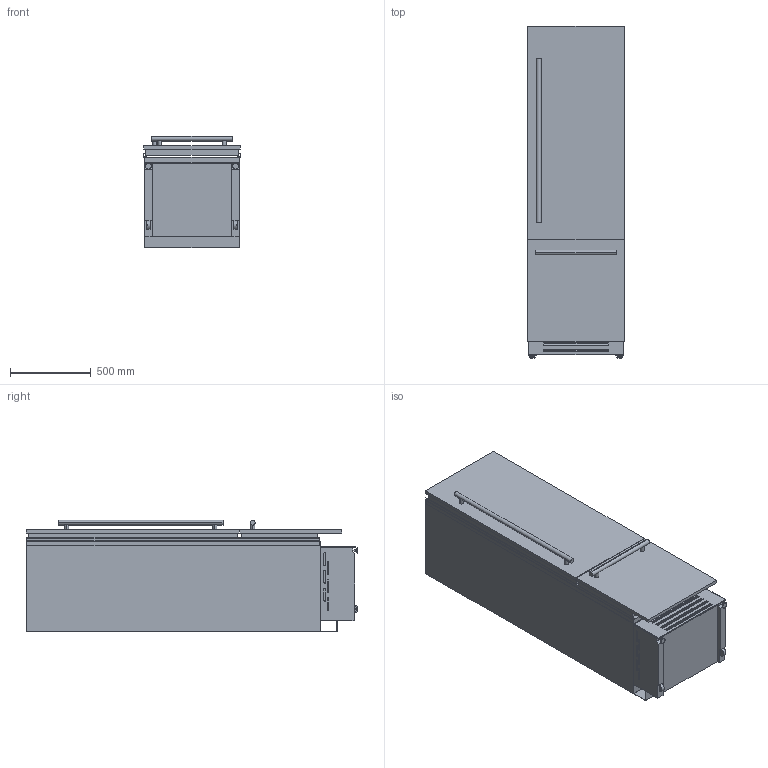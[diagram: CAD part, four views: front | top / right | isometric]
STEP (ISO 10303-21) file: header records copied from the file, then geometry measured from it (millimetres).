
FILE_DESCRIPTION (( 'STEP AP214' ), '1' );
FILE_NAME ('S_599_0T_ST_3.STEP', '2017-07-06T11:08:05', ( '' ), ( '' ), 'SwSTEP 2.0', 'SolidWorks 2013', '' );
FILE_SCHEMA (( 'AUTOMOTIVE_DESIGN' ));
Length unit declared in the file: millimetre
Products named in the file (1): S_599_0T_ST_3
Bounding box: 599 x 2050 x 689 mm (x, y, z)
Volume: 712835486.8 mm3; surface area: 11177346.6 mm2
Topology: 8 solids, 8 shells, 359 faces, 909 edges, 596 vertices
Faces by surface type: plane 247, cylinder 96, torus 12, cone 4
Entity records: 12695 total; most frequent: CARTESIAN_POINT 2275, DIRECTION 1833, ORIENTED_EDGE 1818, EDGE_CURVE 909, VECTOR 689, LINE 689, VERTEX_POINT 596, AXIS2_PLACEMENT_3D 572
